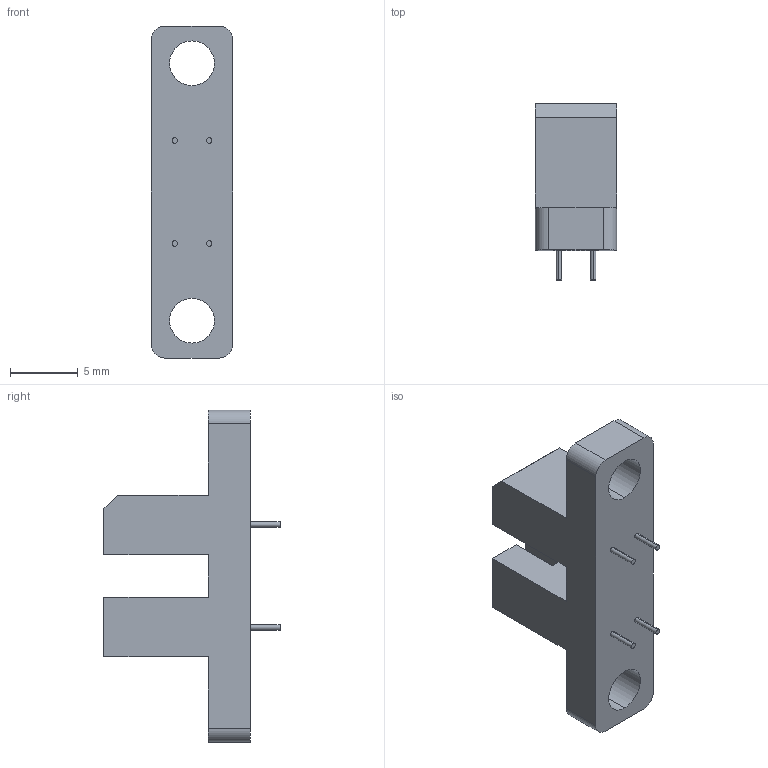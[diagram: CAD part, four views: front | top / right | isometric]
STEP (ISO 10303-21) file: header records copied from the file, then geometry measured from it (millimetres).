
FILE_DESCRIPTION (( 'STEP AP214' ), '1' );
FILE_NAME ('TCST2103.STEP', '2022-02-28T08:36:39', ( '' ), ( '' ), 'SwSTEP 2.0', 'SolidWorks 2017', '' );
FILE_SCHEMA (( 'AUTOMOTIVE_DESIGN' ));
Length unit declared in the file: millimetre
Products named in the file (1): TCST2103
Bounding box: 6 x 13 x 24.5 mm (x, y, z)
Volume: 797.1 mm3; surface area: 848.2 mm2
Topology: 1 solids, 1 shells, 43 faces, 111 edges, 74 vertices
Faces by surface type: plane 27, cylinder 16
Entity records: 1491 total; most frequent: DIRECTION 231, CARTESIAN_POINT 229, ORIENTED_EDGE 222, EDGE_CURVE 111, LINE 79, VECTOR 79, AXIS2_PLACEMENT_3D 76, VERTEX_POINT 74
